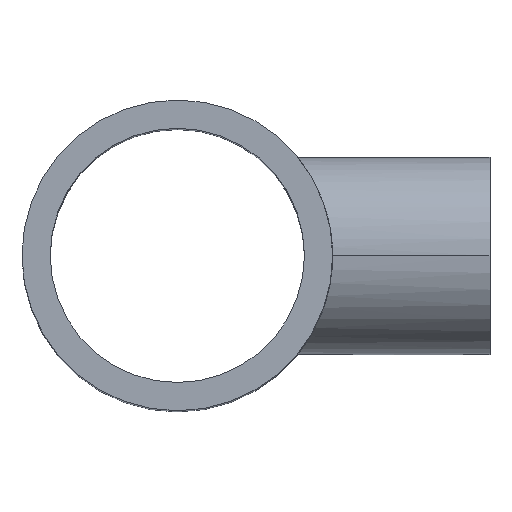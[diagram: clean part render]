
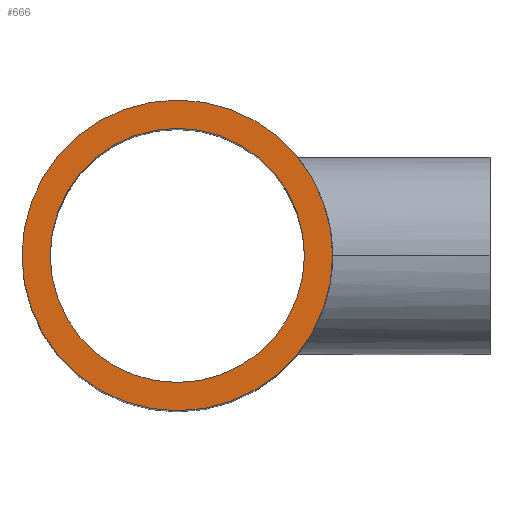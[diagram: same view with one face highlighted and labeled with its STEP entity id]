
A CAD part, top view. The second image highlights one B-rep face of the part: STEP entity #666.
In plain terms, the highlighted planar face has unit normal (0, 0, 1).
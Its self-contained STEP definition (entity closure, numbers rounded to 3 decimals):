
#4 = AXIS2_PLACEMENT_3D ( 'NONE', #768, #223, #468 ) ;
#7 = ORIENTED_EDGE ( 'NONE', *, *, #714, .T. ) ;
#25 = VERTEX_POINT ( 'NONE', #575 ) ;
#48 = DIRECTION ( 'NONE',  ( 0., 0., 1. ) ) ;
#63 = VERTEX_POINT ( 'NONE', #515 ) ;
#92 = CIRCLE ( 'NONE', #4, 128.9 ) ;
#125 = VERTEX_POINT ( 'NONE', #286 ) ;
#131 = ORIENTED_EDGE ( 'NONE', *, *, #222, .F. ) ;
#145 = CARTESIAN_POINT ( 'NONE',  ( 0., 0., 356. ) ) ;
#222 = EDGE_CURVE ( 'NONE', #25, #263, #314, .T. ) ;
#223 = DIRECTION ( 'NONE',  ( 0., 0., 1. ) ) ;
#238 = AXIS2_PLACEMENT_3D ( 'NONE', #145, #384, #266 ) ;
#263 = VERTEX_POINT ( 'NONE', #466 ) ;
#266 = DIRECTION ( 'NONE',  ( 1., 0., 0. ) ) ;
#285 = DIRECTION ( 'NONE',  ( 1., 0., 0. ) ) ;
#286 = CARTESIAN_POINT ( 'NONE',  ( -157.5, 0., 356. ) ) ;
#314 = CIRCLE ( 'NONE', #394, 128.9 ) ;
#326 = CIRCLE ( 'NONE', #716, 157.5 ) ;
#384 = DIRECTION ( 'NONE',  ( 0., 0., 1. ) ) ;
#394 = AXIS2_PLACEMENT_3D ( 'NONE', #415, #641, #479 ) ;
#415 = CARTESIAN_POINT ( 'NONE',  ( 0., 0., 356. ) ) ;
#417 = DIRECTION ( 'NONE',  ( 1., 0., 0. ) ) ;
#427 = CIRCLE ( 'NONE', #442, 157.5 ) ;
#442 = AXIS2_PLACEMENT_3D ( 'NONE', #541, #546, #417 ) ;
#443 = FACE_OUTER_BOUND ( 'NONE', #562, .T. ) ;
#462 = ORIENTED_EDGE ( 'NONE', *, *, #552, .F. ) ;
#466 = CARTESIAN_POINT ( 'NONE',  ( 128.9, 0., 356. ) ) ;
#468 = DIRECTION ( 'NONE',  ( 1., 0., 0. ) ) ;
#479 = DIRECTION ( 'NONE',  ( 1., 0., 0. ) ) ;
#515 = CARTESIAN_POINT ( 'NONE',  ( 157.5, 0., 356. ) ) ;
#531 = EDGE_CURVE ( 'NONE', #63, #125, #326, .T. ) ;
#541 = CARTESIAN_POINT ( 'NONE',  ( 0., 0., 356. ) ) ;
#546 = DIRECTION ( 'NONE',  ( 0., 0., 1. ) ) ;
#552 = EDGE_CURVE ( 'NONE', #263, #25, #92, .T. ) ;
#562 = EDGE_LOOP ( 'NONE', ( #7, #668 ) ) ;
#564 = FACE_BOUND ( 'NONE', #763, .T. ) ;
#575 = CARTESIAN_POINT ( 'NONE',  ( -128.9, 0., 356. ) ) ;
#585 = CARTESIAN_POINT ( 'NONE',  ( 0., 0., 356. ) ) ;
#641 = DIRECTION ( 'NONE',  ( 0., 0., 1. ) ) ;
#666 = ADVANCED_FACE ( 'NONE', ( #443, #564 ), #683, .T. ) ;
#668 = ORIENTED_EDGE ( 'NONE', *, *, #531, .T. ) ;
#683 = PLANE ( 'NONE',  #238 ) ;
#714 = EDGE_CURVE ( 'NONE', #125, #63, #427, .T. ) ;
#716 = AXIS2_PLACEMENT_3D ( 'NONE', #585, #48, #285 ) ;
#763 = EDGE_LOOP ( 'NONE', ( #131, #462 ) ) ;
#768 = CARTESIAN_POINT ( 'NONE',  ( 0., 0., 356. ) ) ;
